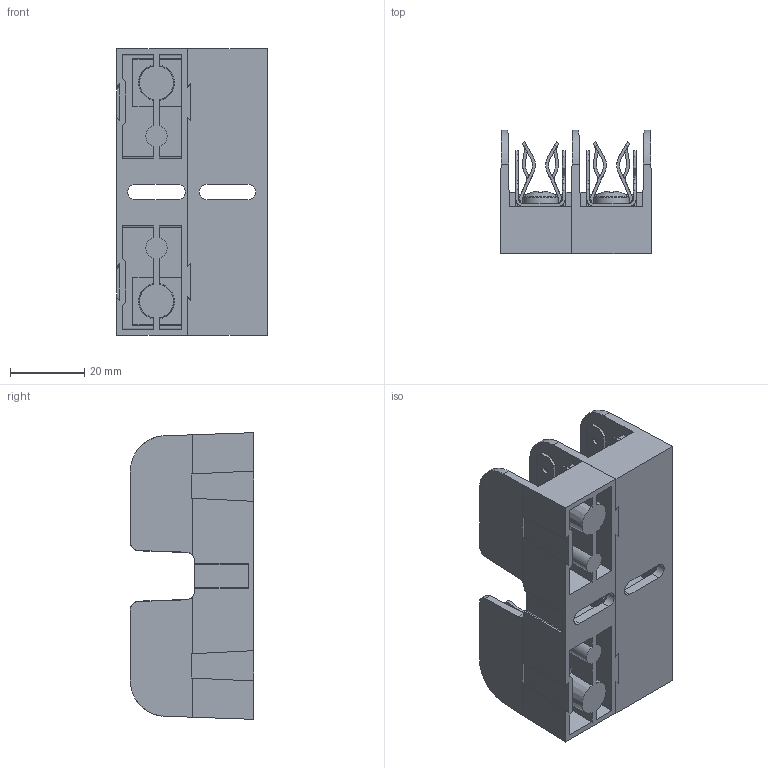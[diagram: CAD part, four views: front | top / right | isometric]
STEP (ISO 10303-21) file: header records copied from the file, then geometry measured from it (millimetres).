
FILE_DESCRIPTION (( 'STEP AP214' ), '1' );
FILE_NAME ('30312revC.STEP', '2017-03-22T14:30:48', ( '' ), ( '' ), 'SwSTEP 2.0', 'SolidWorks 2016', '' );
FILE_SCHEMA (( 'AUTOMOTIVE_DESIGN' ));
Length unit declared in the file: inch
Products named in the file (1): 30312revC
Bounding box: 40.77 x 33.27 x 77.47 mm (x, y, z)
Volume: 37754 mm3; surface area: 36635.8 mm2
Topology: 14 solids, 14 shells, 1190 faces, 3251 edges, 2102 vertices
Faces by surface type: plane 752, cylinder 228, cone 126, bspline 84
Full cylindrical faces by diameter (mm): 1.778 x8, 2.565 x4, 3.556 x4, 4.826 x4, 5.08 x4, 5.969 x4, 6.096 x2, 9.513 x4
Entity records: 42751 total; most frequent: CARTESIAN_POINT 15060, ORIENTED_EDGE 6040, DIRECTION 4943, EDGE_CURVE 3020, VECTOR 2017, LINE 2017, VERTEX_POINT 2015, AXIS2_PLACEMENT_3D 1463
